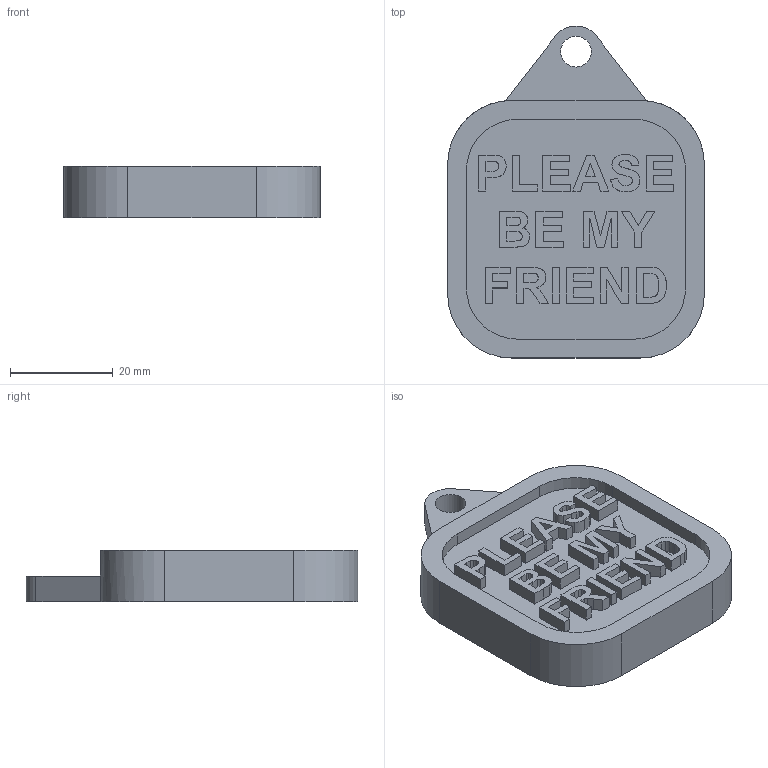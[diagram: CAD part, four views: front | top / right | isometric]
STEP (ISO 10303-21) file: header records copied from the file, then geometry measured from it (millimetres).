
FILE_DESCRIPTION(/* description */ ('','CAx-IF Rec.Pracs.---Representation and Presentation of Product Manufacturing Information (PMI)---4.0---2014-10-13'),/* implementation_level */ '2;1');
FILE_NAME(/* name */ 'please_be_my_friend_keychain.step',/* time_stamp */ '2025-02-12T19:42:32+07:00',/* author */ (''),/* organization */ (''),/* preprocessor_version */ 'ST-DEVELOPER v20',/* originating_system */ 'Autodesk Translation Framework v13.20.0.188',/* authorisation */ '');
FILE_SCHEMA (('AP242_MANAGED_MODEL_BASED_3D_ENGINEERING_MIM_LF { 1 0 10303 442 1 1 4 }'));
Length unit declared in the file: millimetre
Products named in the file (1): Please Be My Friend Keychain
Bounding box: 50 x 64.63 x 10 mm (x, y, z)
Volume: 21004.7 mm3; surface area: 11006.9 mm2
Topology: 17 solids, 18 shells, 306 faces, 807 edges, 538 vertices
Faces by surface type: plane 199, bspline 97, cylinder 10
Full cylindrical faces by diameter (mm): 6 x1
Entity records: 10293 total; most frequent: CARTESIAN_POINT 3301, ORIENTED_EDGE 1614, DIRECTION 1055, EDGE_CURVE 807, LINE 591, VECTOR 591, VERTEX_POINT 538, EDGE_LOOP 321
